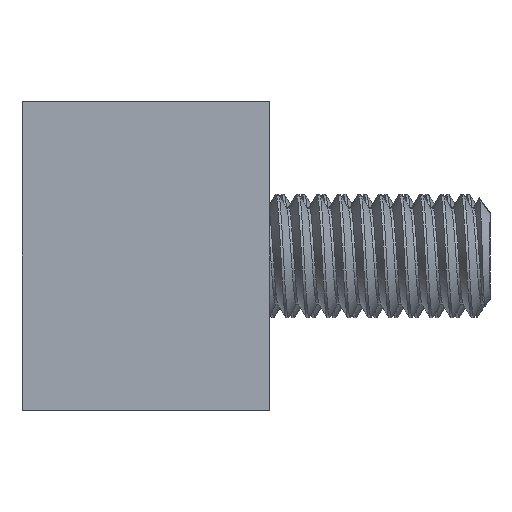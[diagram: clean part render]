
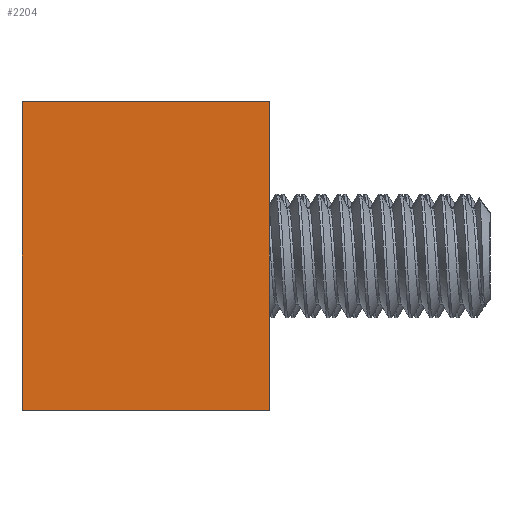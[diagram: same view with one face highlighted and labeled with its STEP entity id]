
A CAD part, left-side view. The second image highlights one B-rep face of the part: STEP entity #2204.
In plain terms, the highlighted planar face has unit normal (-1, 0, 0).
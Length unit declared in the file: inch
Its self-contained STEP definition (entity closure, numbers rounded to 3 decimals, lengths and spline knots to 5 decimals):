
#148 = VECTOR ( 'NONE', #5875, 39.37008 ) ;
#265 = AXIS2_PLACEMENT_3D ( 'NONE', #4550, #5072, #3558 ) ;
#337 = CARTESIAN_POINT ( 'NONE',  ( 0., 0., -0.59055 ) ) ;
#1082 = EDGE_LOOP ( 'NONE', ( #1582, #1972, #3804, #3303 ) ) ;
#1285 = LINE ( 'NONE', #2097, #3588 ) ;
#1294 = FACE_OUTER_BOUND ( 'NONE', #1082, .T. ) ;
#1529 = EDGE_CURVE ( 'NONE', #1902, #3091, #4514, .T. ) ;
#1582 = ORIENTED_EDGE ( 'NONE', *, *, #1594, .T. ) ;
#1594 = EDGE_CURVE ( 'NONE', #1902, #3376, #1285, .T. ) ;
#1902 = VERTEX_POINT ( 'NONE', #5246 ) ;
#1972 = ORIENTED_EDGE ( 'NONE', *, *, #2236, .T. ) ;
#2097 = CARTESIAN_POINT ( 'NONE',  ( 0., 0., 0. ) ) ;
#2204 = ADVANCED_FACE ( 'NONE', ( #1294 ), #3998, .T. ) ;
#2227 = CARTESIAN_POINT ( 'NONE',  ( 0., 0.47244, 0. ) ) ;
#2236 = EDGE_CURVE ( 'NONE', #3376, #6081, #5476, .T. ) ;
#2395 = CARTESIAN_POINT ( 'NONE',  ( 0., 0.47244, 0. ) ) ;
#2968 = CARTESIAN_POINT ( 'NONE',  ( 0., 0., -0.59055 ) ) ;
#3091 = VERTEX_POINT ( 'NONE', #337 ) ;
#3126 = VECTOR ( 'NONE', #3645, 39.37008 ) ;
#3303 = ORIENTED_EDGE ( 'NONE', *, *, #1529, .F. ) ;
#3352 = EDGE_CURVE ( 'NONE', #3091, #6081, #5771, .T. ) ;
#3376 = VERTEX_POINT ( 'NONE', #2395 ) ;
#3558 = DIRECTION ( 'NONE',  ( 0., 0., 1. ) ) ;
#3588 = VECTOR ( 'NONE', #3989, 39.37008 ) ;
#3606 = CARTESIAN_POINT ( 'NONE',  ( 0., 0., 0. ) ) ;
#3645 = DIRECTION ( 'NONE',  ( 0., 0., -1. ) ) ;
#3804 = ORIENTED_EDGE ( 'NONE', *, *, #3352, .F. ) ;
#3972 = CARTESIAN_POINT ( 'NONE',  ( 0., 0.47244, -0.59055 ) ) ;
#3989 = DIRECTION ( 'NONE',  ( 0., 1., 0. ) ) ;
#3998 = PLANE ( 'NONE',  #265 ) ;
#4514 = LINE ( 'NONE', #3606, #148 ) ;
#4550 = CARTESIAN_POINT ( 'NONE',  ( 0., 0., 0. ) ) ;
#4840 = DIRECTION ( 'NONE',  ( 0., 1., 0. ) ) ;
#5072 = DIRECTION ( 'NONE',  ( -1., 0., 0. ) ) ;
#5243 = VECTOR ( 'NONE', #4840, 39.37008 ) ;
#5246 = CARTESIAN_POINT ( 'NONE',  ( 0., 0., 0. ) ) ;
#5476 = LINE ( 'NONE', #2227, #3126 ) ;
#5771 = LINE ( 'NONE', #2968, #5243 ) ;
#5875 = DIRECTION ( 'NONE',  ( 0., 0., -1. ) ) ;
#6081 = VERTEX_POINT ( 'NONE', #3972 ) ;
